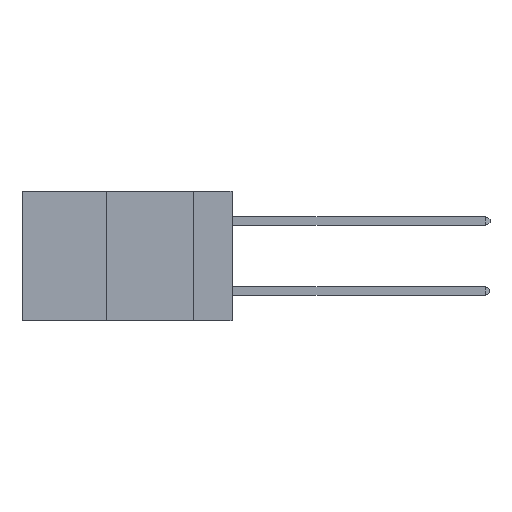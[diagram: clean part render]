
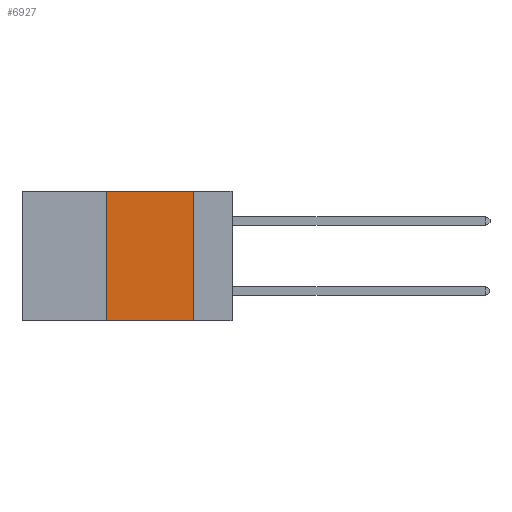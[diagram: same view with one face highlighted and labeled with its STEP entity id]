
A CAD part, left-side view. The second image highlights one B-rep face of the part: STEP entity #6927.
In plain terms, the highlighted planar face has unit normal (-1, 0, 0).
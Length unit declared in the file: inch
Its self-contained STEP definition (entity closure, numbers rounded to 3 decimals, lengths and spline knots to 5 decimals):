
#35 = CARTESIAN_POINT ( 'NONE',  ( 0., 0.6, 0. ) ) ;
#517 = ORIENTED_EDGE ( 'NONE', *, *, #6935, .T. ) ;
#1043 = DIRECTION ( 'NONE',  ( 0., -1., 0. ) ) ;
#1250 = LINE ( 'NONE', #5748, #3624 ) ;
#1531 = FACE_OUTER_BOUND ( 'NONE', #7584, .T. ) ;
#1716 = VERTEX_POINT ( 'NONE', #7267 ) ;
#1990 = LINE ( 'NONE', #6113, #9039 ) ;
#2793 = ORIENTED_EDGE ( 'NONE', *, *, #6622, .F. ) ;
#2837 = ORIENTED_EDGE ( 'NONE', *, *, #6917, .F. ) ;
#2841 = ORIENTED_EDGE ( 'NONE', *, *, #8579, .F. ) ;
#3002 = VERTEX_POINT ( 'NONE', #4559 ) ;
#3624 = VECTOR ( 'NONE', #9867, 39.37008 ) ;
#4001 = CARTESIAN_POINT ( 'NONE',  ( 0., 0.6, 0. ) ) ;
#4259 = VERTEX_POINT ( 'NONE', #8603 ) ;
#4559 = CARTESIAN_POINT ( 'NONE',  ( 0., 0.36, 0. ) ) ;
#4717 = VERTEX_POINT ( 'NONE', #7943 ) ;
#4829 = DIRECTION ( 'NONE',  ( 1., 0., 0. ) ) ;
#5748 = CARTESIAN_POINT ( 'NONE',  ( 0., 0.6, -0.37 ) ) ;
#5846 = VECTOR ( 'NONE', #1043, 39.37008 ) ;
#5881 = VECTOR ( 'NONE', #8241, 39.37008 ) ;
#6113 = CARTESIAN_POINT ( 'NONE',  ( 0., 0.11, 0. ) ) ;
#6160 = LINE ( 'NONE', #8884, #5881 ) ;
#6622 = EDGE_CURVE ( 'NONE', #4717, #1716, #1990, .T. ) ;
#6917 = EDGE_CURVE ( 'NONE', #4259, #3002, #6160, .T. ) ;
#6927 = ADVANCED_FACE ( 'NONE', ( #1531 ), #9082, .F. ) ;
#6935 = EDGE_CURVE ( 'NONE', #4259, #1716, #1250, .T. ) ;
#7267 = CARTESIAN_POINT ( 'NONE',  ( 0., 0.11, -0.37 ) ) ;
#7584 = EDGE_LOOP ( 'NONE', ( #2793, #2841, #2837, #517 ) ) ;
#7943 = CARTESIAN_POINT ( 'NONE',  ( 0., 0.11, 0. ) ) ;
#8241 = DIRECTION ( 'NONE',  ( 0., 0., 1. ) ) ;
#8331 = LINE ( 'NONE', #35, #5846 ) ;
#8470 = DIRECTION ( 'NONE',  ( 0., 0., -1. ) ) ;
#8579 = EDGE_CURVE ( 'NONE', #3002, #4717, #8331, .T. ) ;
#8603 = CARTESIAN_POINT ( 'NONE',  ( 0., 0.36, -0.37 ) ) ;
#8884 = CARTESIAN_POINT ( 'NONE',  ( 0., 0.36, 0. ) ) ;
#9039 = VECTOR ( 'NONE', #8470, 39.37008 ) ;
#9069 = AXIS2_PLACEMENT_3D ( 'NONE', #4001, #4829, #10622 ) ;
#9082 = PLANE ( 'NONE',  #9069 ) ;
#9867 = DIRECTION ( 'NONE',  ( 0., -1., 0. ) ) ;
#10622 = DIRECTION ( 'NONE',  ( 0., 0., -1. ) ) ;
